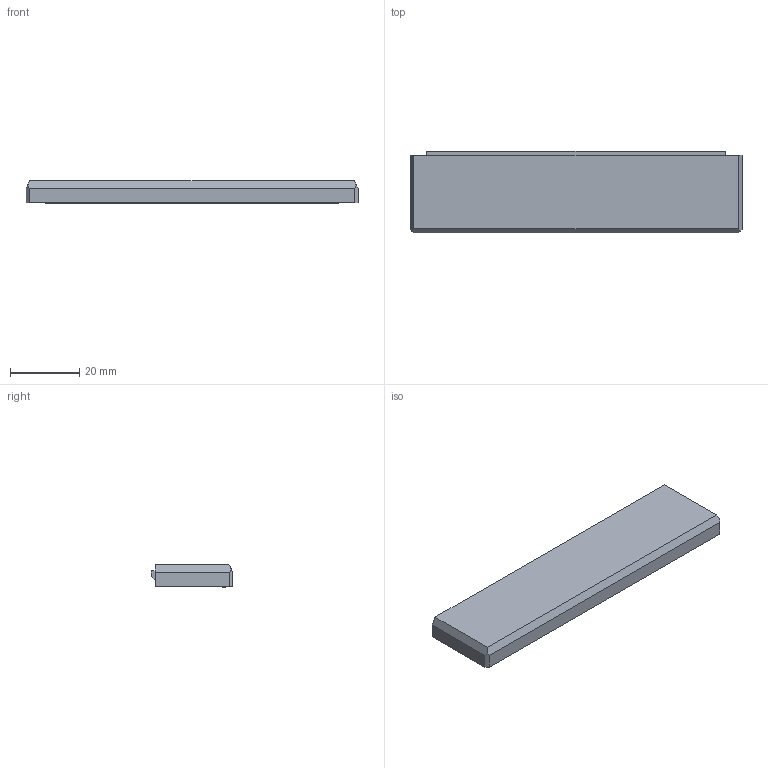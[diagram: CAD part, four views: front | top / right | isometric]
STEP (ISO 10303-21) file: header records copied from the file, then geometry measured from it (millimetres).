
FILE_DESCRIPTION(('FreeCAD Model'),'2;1');
FILE_NAME('Open CASCADE Shape Model','2024-08-29T12:24:23',('Author'),( ''),'Open CASCADE STEP processor 7.6','FreeCAD','Unknown');
FILE_SCHEMA(('AP242_MANAGED_MODEL_BASED_3D_ENGINEERING_MIM_LF. {1 0 10303 442 1 1 4 }'));
Length unit declared in the file: millimetre
Products named in the file (1): Крышка
Bounding box: 96.2 x 23.6 x 6.6 mm (x, y, z)
Volume: 5770.5 mm3; surface area: 6769.1 mm2
Topology: 1 solids, 1 shells, 51 faces, 131 edges, 86 vertices
Faces by surface type: plane 49, cylinder 2
Entity records: 1539 total; most frequent: CARTESIAN_POINT 269, ORIENTED_EDGE 262, DIRECTION 239, EDGE_CURVE 131, LINE 127, VECTOR 127, VERTEX_POINT 86, AXIS2_PLACEMENT_3D 56
